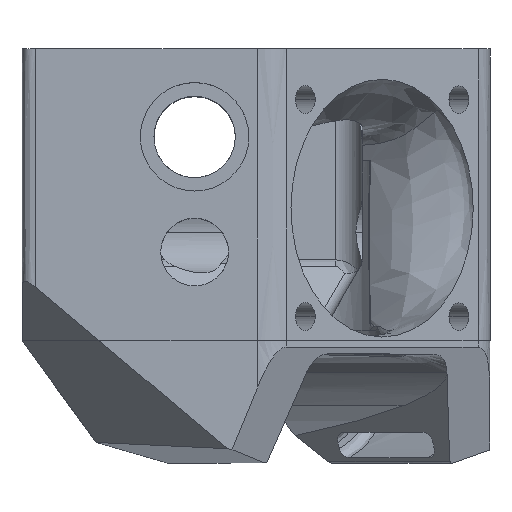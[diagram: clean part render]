
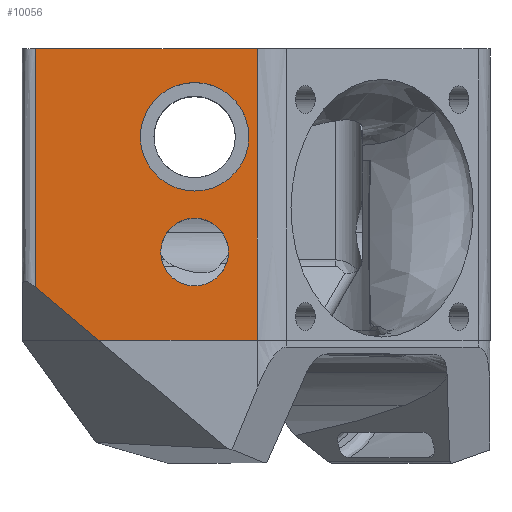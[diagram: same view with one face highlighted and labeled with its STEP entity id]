
A CAD part, top view. The second image highlights one B-rep face of the part: STEP entity #10056.
In plain terms, the highlighted planar face has unit normal (0, 0, 1).
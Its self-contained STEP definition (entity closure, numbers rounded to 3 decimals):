
#54 = DIRECTION ( 'NONE',  ( 1., 0., 0. ) ) ;
#220 = VERTEX_POINT ( 'NONE', #12554 ) ;
#274 = DIRECTION ( 'NONE',  ( -0.765, 0.644, 0. ) ) ;
#682 = CARTESIAN_POINT ( 'NONE',  ( -23.45, -3.434, 43.55 ) ) ;
#934 = CARTESIAN_POINT ( 'NONE',  ( -23.45, -15.151, 43.55 ) ) ;
#1363 = DIRECTION ( 'NONE',  ( 1., 0., 0. ) ) ;
#1375 = DIRECTION ( 'NONE',  ( 1., 0., 0. ) ) ;
#1443 = ORIENTED_EDGE ( 'NONE', *, *, #2188, .F. ) ;
#1561 = ORIENTED_EDGE ( 'NONE', *, *, #11357, .F. ) ;
#1568 = LINE ( 'NONE', #7920, #3481 ) ;
#2025 = ORIENTED_EDGE ( 'NONE', *, *, #5154, .F. ) ;
#2090 = CIRCLE ( 'NONE', #12568, 5. ) ;
#2156 = ORIENTED_EDGE ( 'NONE', *, *, #6532, .F. ) ;
#2188 = EDGE_CURVE ( 'NONE', #7707, #8143, #5924, .T. ) ;
#2272 = ORIENTED_EDGE ( 'NONE', *, *, #4026, .T. ) ;
#2354 = FACE_OUTER_BOUND ( 'NONE', #5188, .T. ) ;
#2873 = EDGE_CURVE ( 'NONE', #220, #12872, #8835, .T. ) ;
#3299 = CARTESIAN_POINT ( 'NONE',  ( 0., -10., 43.55 ) ) ;
#3341 = DIRECTION ( 'NONE',  ( 1., 0., 0. ) ) ;
#3366 = ORIENTED_EDGE ( 'NONE', *, *, #9729, .T. ) ;
#3419 = CARTESIAN_POINT ( 'NONE',  ( -23.45, 20., 43.55 ) ) ;
#3481 = VECTOR ( 'NONE', #3716, 1000. ) ;
#3573 = DIRECTION ( 'NONE',  ( 0., 0., 1. ) ) ;
#3649 = VERTEX_POINT ( 'NONE', #3419 ) ;
#3716 = DIRECTION ( 'NONE',  ( 1., 0., 0. ) ) ;
#3741 = FACE_BOUND ( 'NONE', #6455, .T. ) ;
#4026 = EDGE_CURVE ( 'NONE', #7901, #220, #9665, .T. ) ;
#4034 = AXIS2_PLACEMENT_3D ( 'NONE', #12364, #7849, #1375 ) ;
#4845 = CARTESIAN_POINT ( 'NONE',  ( 9.245, 20., 43.55 ) ) ;
#4895 = CARTESIAN_POINT ( 'NONE',  ( 9.245, 5.667, 43.55 ) ) ;
#4911 = DIRECTION ( 'NONE',  ( 1., 0., 0. ) ) ;
#4949 = CARTESIAN_POINT ( 'NONE',  ( 9.245, -23., 43.55 ) ) ;
#4980 = CARTESIAN_POINT ( 'NONE',  ( 5., -10., 43.55 ) ) ;
#5012 = CARTESIAN_POINT ( 'NONE',  ( -5., -10., 43.55 ) ) ;
#5103 = CARTESIAN_POINT ( 'NONE',  ( -14.136, -23., 43.55 ) ) ;
#5154 = EDGE_CURVE ( 'NONE', #3649, #12872, #1568, .T. ) ;
#5188 = EDGE_LOOP ( 'NONE', ( #2025, #3366, #1561, #2272, #13601 ) ) ;
#5429 = DIRECTION ( 'NONE',  ( 1., 0., 0. ) ) ;
#5761 = CARTESIAN_POINT ( 'NONE',  ( 11.73, -23., 43.55 ) ) ;
#5924 = CIRCLE ( 'NONE', #7152, 5. ) ;
#5931 = CARTESIAN_POINT ( 'NONE',  ( 0., -10., 43.55 ) ) ;
#6000 = AXIS2_PLACEMENT_3D ( 'NONE', #5761, #7983, #1363 ) ;
#6419 = B_SPLINE_CURVE_WITH_KNOTS ( 'NONE', 3,
 ( #11821, #14005, #682, #9497 ),
 .UNSPECIFIED., .F., .F.,
 ( 4, 4 ),
 ( 0., 1. ),
 .UNSPECIFIED. ) ;
#6455 = EDGE_LOOP ( 'NONE', ( #7587, #2156 ) ) ;
#6532 = EDGE_CURVE ( 'NONE', #9766, #8984, #7435, .T. ) ;
#7003 = DIRECTION ( 'NONE',  ( 0., 0., 1. ) ) ;
#7072 = PLANE ( 'NONE',  #6000 ) ;
#7111 = VECTOR ( 'NONE', #3341, 1000. ) ;
#7152 = AXIS2_PLACEMENT_3D ( 'NONE', #5931, #7003, #4911 ) ;
#7190 = LINE ( 'NONE', #8009, #12144 ) ;
#7435 = CIRCLE ( 'NONE', #4034, 8. ) ;
#7493 = ORIENTED_EDGE ( 'NONE', *, *, #13715, .F. ) ;
#7587 = ORIENTED_EDGE ( 'NONE', *, *, #10293, .F. ) ;
#7707 = VERTEX_POINT ( 'NONE', #5012 ) ;
#7849 = DIRECTION ( 'NONE',  ( 0., 0., 1. ) ) ;
#7901 = VERTEX_POINT ( 'NONE', #5103 ) ;
#7920 = CARTESIAN_POINT ( 'NONE',  ( 11.73, 20., 43.55 ) ) ;
#7983 = DIRECTION ( 'NONE',  ( 0., 0., 1. ) ) ;
#8009 = CARTESIAN_POINT ( 'NONE',  ( 0.989, -35.746, 43.55 ) ) ;
#8060 = FACE_BOUND ( 'NONE', #11832, .T. ) ;
#8143 = VERTEX_POINT ( 'NONE', #4980 ) ;
#8284 = CARTESIAN_POINT ( 'NONE',  ( 9.245, -8.667, 43.55 ) ) ;
#8516 = CARTESIAN_POINT ( 'NONE',  ( -8., 7., 43.55 ) ) ;
#8835 = B_SPLINE_CURVE_WITH_KNOTS ( 'NONE', 3,
 ( #4949, #8284, #4895, #4845 ),
 .UNSPECIFIED., .F., .F.,
 ( 4, 4 ),
 ( 0., 1. ),
 .UNSPECIFIED. ) ;
#8984 = VERTEX_POINT ( 'NONE', #12651 ) ;
#9497 = CARTESIAN_POINT ( 'NONE',  ( -23.45, -15.151, 43.55 ) ) ;
#9665 = LINE ( 'NONE', #13177, #7111 ) ;
#9729 = EDGE_CURVE ( 'NONE', #3649, #13176, #6419, .T. ) ;
#9766 = VERTEX_POINT ( 'NONE', #8516 ) ;
#9979 = DIRECTION ( 'NONE',  ( 0., 0., 1. ) ) ;
#10056 = ADVANCED_FACE ( 'NONE', ( #8060, #2354, #3741 ), #7072, .T. ) ;
#10072 = CARTESIAN_POINT ( 'NONE',  ( 0., 7., 43.55 ) ) ;
#10293 = EDGE_CURVE ( 'NONE', #8984, #9766, #12882, .T. ) ;
#11152 = AXIS2_PLACEMENT_3D ( 'NONE', #10072, #3573, #54 ) ;
#11357 = EDGE_CURVE ( 'NONE', #7901, #13176, #7190, .T. ) ;
#11821 = CARTESIAN_POINT ( 'NONE',  ( -23.45, 20., 43.55 ) ) ;
#11832 = EDGE_LOOP ( 'NONE', ( #7493, #1443 ) ) ;
#12144 = VECTOR ( 'NONE', #274, 1000. ) ;
#12364 = CARTESIAN_POINT ( 'NONE',  ( 0., 7., 43.55 ) ) ;
#12554 = CARTESIAN_POINT ( 'NONE',  ( 9.245, -23., 43.55 ) ) ;
#12568 = AXIS2_PLACEMENT_3D ( 'NONE', #3299, #9979, #5429 ) ;
#12651 = CARTESIAN_POINT ( 'NONE',  ( 8., 7., 43.55 ) ) ;
#12872 = VERTEX_POINT ( 'NONE', #13490 ) ;
#12882 = CIRCLE ( 'NONE', #11152, 8. ) ;
#13176 = VERTEX_POINT ( 'NONE', #934 ) ;
#13177 = CARTESIAN_POINT ( 'NONE',  ( 11.73, -23., 43.55 ) ) ;
#13490 = CARTESIAN_POINT ( 'NONE',  ( 9.245, 20., 43.55 ) ) ;
#13601 = ORIENTED_EDGE ( 'NONE', *, *, #2873, .T. ) ;
#13715 = EDGE_CURVE ( 'NONE', #8143, #7707, #2090, .T. ) ;
#14005 = CARTESIAN_POINT ( 'NONE',  ( -23.45, 8.283, 43.55 ) ) ;
